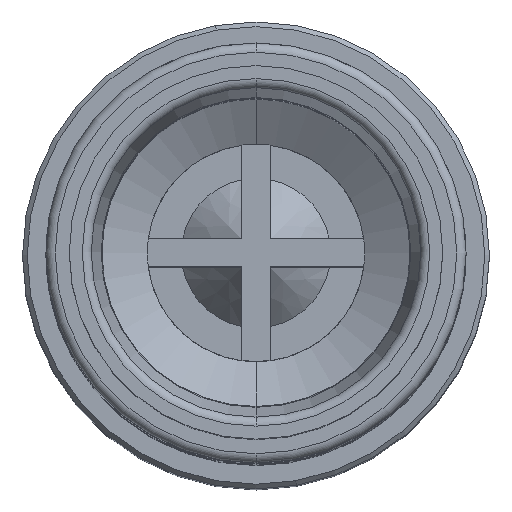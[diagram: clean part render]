
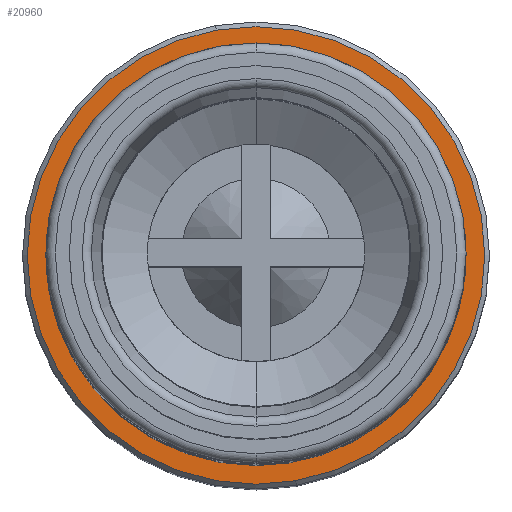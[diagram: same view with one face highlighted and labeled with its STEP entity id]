
A CAD part, top view. The second image highlights one B-rep face of the part: STEP entity #20960.
In plain terms, the highlighted face is planar.
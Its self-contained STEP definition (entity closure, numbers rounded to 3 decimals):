
#16960=CARTESIAN_POINT('',(4.5,0.,37.85));
#16970=VERTEX_POINT('',#16960);
#17020=CARTESIAN_POINT('',(0.,0.,37.85));
#17030=DIRECTION('',(0.,0.,-1.));
#17040=DIRECTION('',(-1.,0.,0.));
#17050=AXIS2_PLACEMENT_3D('',#17020,#17030,#17040);
#17060=CIRCLE('',#17050,4.5);
#17070=CARTESIAN_POINT('',(-4.,2.062,37.85));
#17080=VERTEX_POINT('',#17070);
#17090=EDGE_CURVE('',#17080,#16970,#17060,.T.);
#17110=CARTESIAN_POINT('',(-4.5,0.,37.85));
#17120=VERTEX_POINT('',#17110);
#17130=EDGE_CURVE('',#17120,#17080,#17060,.T.);
#20660=CARTESIAN_POINT('',(5.745,4.022,
37.85));
#20670=DIRECTION('',(0.,-0.,-1.));
#20680=DIRECTION('',(0.985,-0.174,0.));
#20690=AXIS2_PLACEMENT_3D('',#20660,#20670,#20680);
#20700=PLANE('',#20690);
#20710=ORIENTED_EDGE('',*,*,#17090,.F.);
#20720=EDGE_CURVE('',#16970,#17120,#17060,.T.);
#20730=ORIENTED_EDGE('',*,*,#20720,.F.);
#20740=ORIENTED_EDGE('',*,*,#17130,.F.);
#20750=EDGE_LOOP('',(#20740,#20730,#20710));
#20760=FACE_BOUND('',#20750,.T.);
#20770=CARTESIAN_POINT('',(0.,0.,
37.85));
#20780=DIRECTION('',(0.,0.,-1.));
#20790=DIRECTION('',(-0.985,0.174,0.));
#20800=AXIS2_PLACEMENT_3D('',#20770,#20780,#20790);
#20810=CIRCLE('',#20800,4.9);
#20820=CARTESIAN_POINT('',(-4.826,0.851,
37.85));
#20830=VERTEX_POINT('',#20820);
#20840=CARTESIAN_POINT('',(4.826,-0.851,
37.85));
#20850=VERTEX_POINT('',#20840);
#20860=EDGE_CURVE('',#20830,#20850,#20810,.T.);
#20870=ORIENTED_EDGE('',*,*,#20860,.T.);
#20880=CARTESIAN_POINT('',(-0.851,-4.826,
37.85));
#20890=VERTEX_POINT('',#20880);
#20900=EDGE_CURVE('',#20890,#20830,#20810,.T.);
#20910=ORIENTED_EDGE('',*,*,#20900,.T.);
#20920=EDGE_CURVE('',#20850,#20890,#20810,.T.);
#20930=ORIENTED_EDGE('',*,*,#20920,.T.);
#20940=EDGE_LOOP('',(#20930,#20910,#20870));
#20950=FACE_OUTER_BOUND('',#20940,.T.);
#20960=ADVANCED_FACE('',(#20760,#20950),#20700,.T.);
